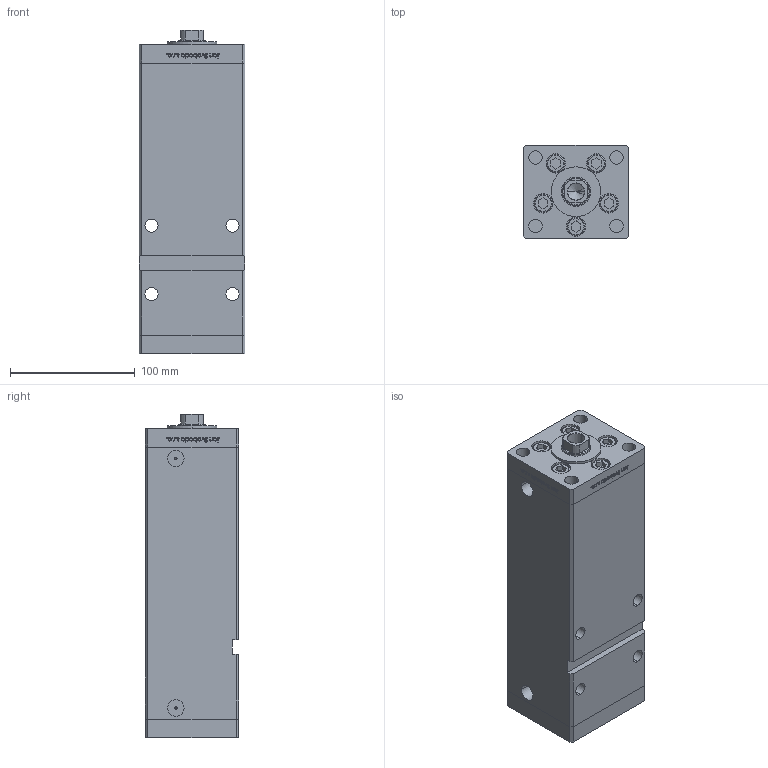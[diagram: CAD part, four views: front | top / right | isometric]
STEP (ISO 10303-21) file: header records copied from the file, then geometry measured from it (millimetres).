
FILE_DESCRIPTION (( 'STEP AP203' ), '1' );
FILE_NAME ('6450.STEP', '2022-04-15T00:44:21', ( '' ), ( '' ), 'SwSTEP 2.0', 'SolidWorks 2019', '' );
FILE_SCHEMA (( 'CONFIG_CONTROL_DESIGN' ));
Length unit declared in the file: millimetre
Products named in the file (6): V220C BACK_E a37ce54e3a9d80695adc1a7e859bd874; V220C_FRONT_E a37ce54e3a9d80695adc1a7e859bd874; V220C_VC_E a37ce54e3a9d80695adc1a7e859bd874; 6450; ALLEN BOLT a37ce54e3a9d80695adc1a7e859bd874; V220C_E MIDDLE a37ce54e3a9d80695adc1a7e859bd874
Assembly tree (14 placements, depth 2):
  6450
    V220C BACK_E a37ce54e3a9d80695adc1a7e859bd874
    V220C_E MIDDLE a37ce54e3a9d80695adc1a7e859bd874
    V220C_FRONT_E a37ce54e3a9d80695adc1a7e859bd874
    ALLEN BOLT a37ce54e3a9d80695adc1a7e859bd874  x10
    V220C_VC_E a37ce54e3a9d80695adc1a7e859bd874
Bounding box: 85 x 75 x 260 mm (x, y, z)
Volume: 1253433.5 mm3; surface area: 209534.2 mm2
Topology: 13 solids, 14 shells, 1212 faces, 3041 edges, 1989 vertices
Faces by surface type: bspline 484, plane 473, cylinder 165, cone 46, torus 44
Entity records: 53175 total; most frequent: CARTESIAN_POINT 30451, ORIENTED_EDGE 5250, DIRECTION 3017, EDGE_CURVE 2625, VERTEX_POINT 1743, LINE 1359, VECTOR 1359, EDGE_LOOP 1188
